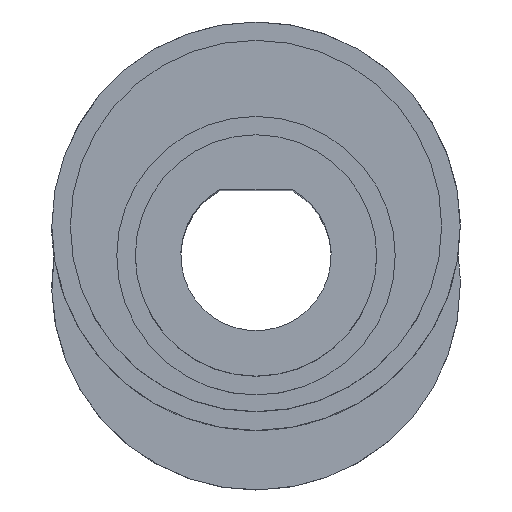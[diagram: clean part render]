
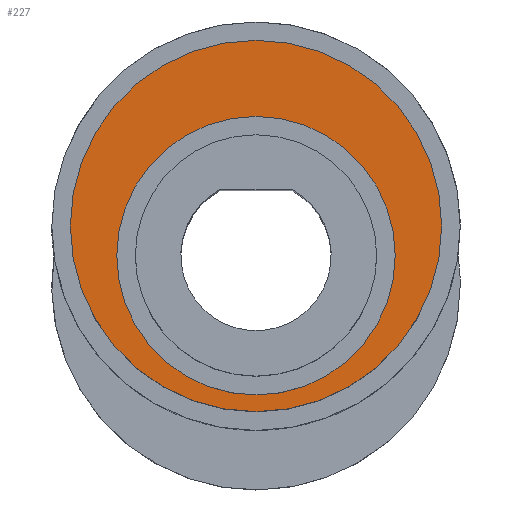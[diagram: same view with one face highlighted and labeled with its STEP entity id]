
A CAD part, top view. The second image highlights one B-rep face of the part: STEP entity #227.
In plain terms, the highlighted planar face has unit normal (0, 0, 1).
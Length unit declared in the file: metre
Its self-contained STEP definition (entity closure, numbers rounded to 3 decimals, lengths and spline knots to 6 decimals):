
#21=PLANE('',#265);
#38=ORIENTED_EDGE('',*,*,#84,.T.);
#39=ORIENTED_EDGE('',*,*,#83,.F.);
#83=EDGE_CURVE('',#107,#107,#127,.F.);
#84=EDGE_CURVE('',#108,#108,#128,.F.);
#107=VERTEX_POINT('',#396);
#108=VERTEX_POINT('',#399);
#127=CIRCLE('',#264,0.01);
#128=CIRCLE('',#266,0.0075);
#149=EDGE_LOOP('',(#38));
#150=EDGE_LOOP('',(#39));
#185=FACE_BOUND('',#149,.T.);
#186=FACE_BOUND('',#150,.T.);
#227=ADVANCED_FACE('',(#185,#186),#21,.T.);
#264=AXIS2_PLACEMENT_3D('',#395,#313,#314);
#265=AXIS2_PLACEMENT_3D('',#397,#315,#316);
#266=AXIS2_PLACEMENT_3D('',#398,#317,#318);
#313=DIRECTION('',(0.,0.,1.));
#314=DIRECTION('',(1.,0.,0.));
#315=DIRECTION('',(0.,0.,1.));
#316=DIRECTION('',(1.,0.,0.));
#317=DIRECTION('',(0.,0.,1.));
#318=DIRECTION('',(1.,0.,0.));
#395=CARTESIAN_POINT('',(0.,0.0016,0.008));
#396=CARTESIAN_POINT('',(0.01,0.0016,0.008));
#397=CARTESIAN_POINT('',(0.,0.001776,0.008));
#398=CARTESIAN_POINT('',(0.,0.,0.008));
#399=CARTESIAN_POINT('',(0.0075,0.,0.008));
